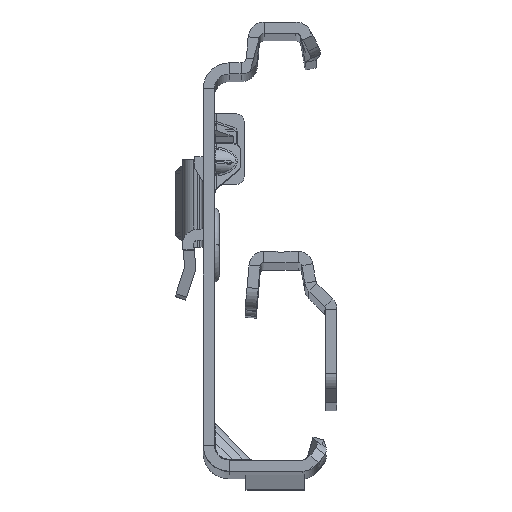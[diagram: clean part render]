
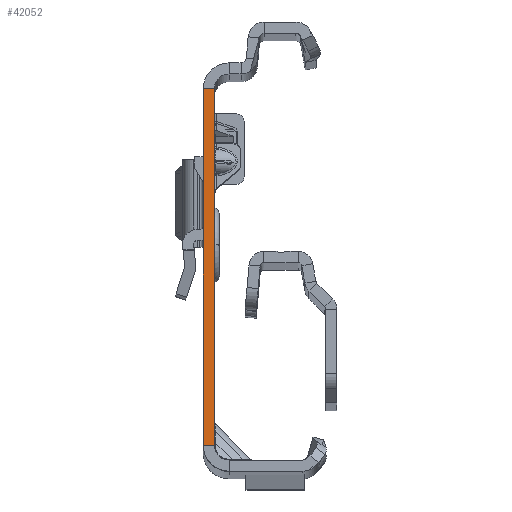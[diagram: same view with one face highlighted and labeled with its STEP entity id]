
A CAD part, top view. The second image highlights one B-rep face of the part: STEP entity #42052.
In plain terms, the highlighted planar face has unit normal (0, 0, 1).
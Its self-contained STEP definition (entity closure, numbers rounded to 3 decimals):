
#955 = VERTEX_POINT ( 'NONE', #29705 ) ;
#1033 = EDGE_CURVE ( 'NONE', #955, #12455, #27472, .T. ) ;
#4296 = AXIS2_PLACEMENT_3D ( 'NONE', #24628, #46714, #28784 ) ;
#4314 = ORIENTED_EDGE ( 'NONE', *, *, #12410, .T. ) ;
#4499 = PLANE ( 'NONE',  #4296 ) ;
#5718 = ORIENTED_EDGE ( 'NONE', *, *, #48071, .F. ) ;
#6502 = VECTOR ( 'NONE', #45807, 1000. ) ;
#6889 = VECTOR ( 'NONE', #39760, 1000. ) ;
#9657 = ORIENTED_EDGE ( 'NONE', *, *, #34541, .F. ) ;
#11279 = VERTEX_POINT ( 'NONE', #47627 ) ;
#12151 = CARTESIAN_POINT ( 'NONE',  ( 0., 22.135, 0. ) ) ;
#12410 = EDGE_CURVE ( 'NONE', #40821, #955, #52656, .T. ) ;
#12455 = VERTEX_POINT ( 'NONE', #18554 ) ;
#18554 = CARTESIAN_POINT ( 'NONE',  ( -1.5, -25.865, 0. ) ) ;
#21016 = EDGE_LOOP ( 'NONE', ( #5718, #4314, #39565, #9657 ) ) ;
#23556 = CARTESIAN_POINT ( 'NONE',  ( -1.5, -27.865, 0. ) ) ;
#24628 = CARTESIAN_POINT ( 'NONE',  ( -1.5, -27.865, 0. ) ) ;
#26023 = DIRECTION ( 'NONE',  ( -1., 0., 0. ) ) ;
#26291 = LINE ( 'NONE', #34398, #44814 ) ;
#27472 = LINE ( 'NONE', #23556, #35828 ) ;
#27754 = CARTESIAN_POINT ( 'NONE',  ( 0., 22.135, 0. ) ) ;
#27938 = CARTESIAN_POINT ( 'NONE',  ( 0., -27.865, 0. ) ) ;
#28784 = DIRECTION ( 'NONE',  ( 1., 0., 0. ) ) ;
#29634 = FACE_OUTER_BOUND ( 'NONE', #21016, .T. ) ;
#29705 = CARTESIAN_POINT ( 'NONE',  ( -1.5, 22.135, 0. ) ) ;
#34398 = CARTESIAN_POINT ( 'NONE',  ( 0., -25.865, 0. ) ) ;
#34541 = EDGE_CURVE ( 'NONE', #11279, #12455, #26291, .T. ) ;
#35828 = VECTOR ( 'NONE', #44210, 1000. ) ;
#39565 = ORIENTED_EDGE ( 'NONE', *, *, #1033, .T. ) ;
#39760 = DIRECTION ( 'NONE',  ( -1., 0., 0. ) ) ;
#40821 = VERTEX_POINT ( 'NONE', #12151 ) ;
#41575 = LINE ( 'NONE', #27938, #6502 ) ;
#42052 = ADVANCED_FACE ( 'NONE', ( #29634 ), #4499, .T. ) ;
#44210 = DIRECTION ( 'NONE',  ( 0., -1., 0. ) ) ;
#44814 = VECTOR ( 'NONE', #26023, 1000. ) ;
#45807 = DIRECTION ( 'NONE',  ( 0., -1., 0. ) ) ;
#46714 = DIRECTION ( 'NONE',  ( 0., 0., 1. ) ) ;
#47627 = CARTESIAN_POINT ( 'NONE',  ( 0., -25.865, 0. ) ) ;
#48071 = EDGE_CURVE ( 'NONE', #40821, #11279, #41575, .T. ) ;
#52656 = LINE ( 'NONE', #27754, #6889 ) ;
